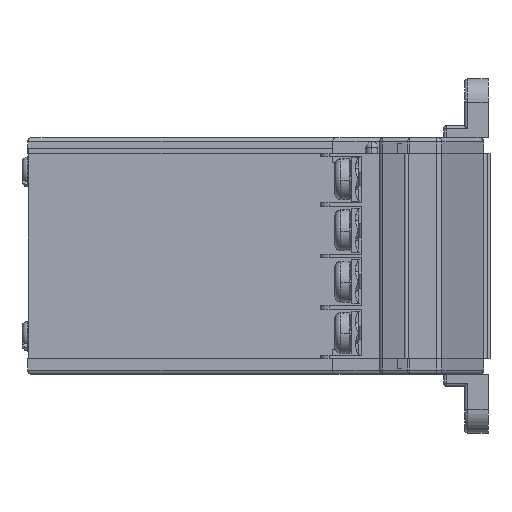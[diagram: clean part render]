
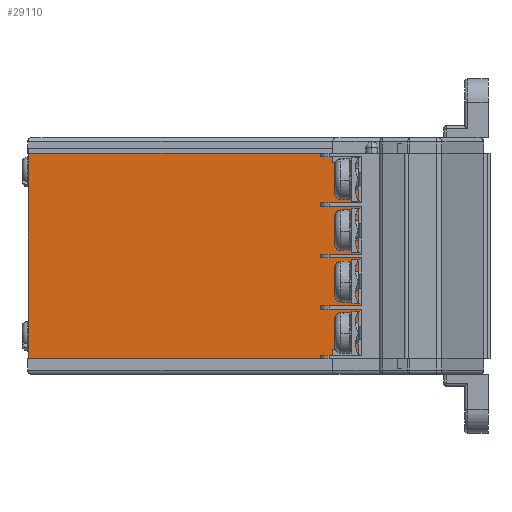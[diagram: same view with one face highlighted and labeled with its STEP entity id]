
A CAD part, left-side view. The second image highlights one B-rep face of the part: STEP entity #29110.
In plain terms, the highlighted planar face has unit normal (-1, 0, 0.002).
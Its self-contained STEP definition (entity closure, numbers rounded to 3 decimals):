
#796 = CARTESIAN_POINT ( 'NONE',  ( -35., -31., 0. ) ) ;
#2322 = VECTOR ( 'NONE', #14132, 1000. ) ;
#3351 = EDGE_CURVE ( 'NONE', #17166, #3973, #5602, .T. ) ;
#3432 = EDGE_CURVE ( 'NONE', #22985, #3973, #9598, .T. ) ;
#3834 = CARTESIAN_POINT ( 'NONE',  ( -35., 31., -35.8 ) ) ;
#3973 = VERTEX_POINT ( 'NONE', #796 ) ;
#4920 = ORIENTED_EDGE ( 'NONE', *, *, #25377, .T. ) ;
#5517 = DIRECTION ( 'NONE',  ( -1., 0., 0. ) ) ;
#5602 = LINE ( 'NONE', #29733, #8868 ) ;
#8285 = VECTOR ( 'NONE', #18019, 1000. ) ;
#8564 = DIRECTION ( 'NONE',  ( 0., -1., 0. ) ) ;
#8759 = ORIENTED_EDGE ( 'NONE', *, *, #15856, .F. ) ;
#8868 = VECTOR ( 'NONE', #27313, 1000. ) ;
#9038 = LINE ( 'NONE', #3834, #8285 ) ;
#9598 = LINE ( 'NONE', #16306, #2322 ) ;
#9826 = VECTOR ( 'NONE', #8564, 1000. ) ;
#9898 = CARTESIAN_POINT ( 'NONE',  ( -35., 31., -35.8 ) ) ;
#12277 = CARTESIAN_POINT ( 'NONE',  ( -35., 31., 0. ) ) ;
#13519 = AXIS2_PLACEMENT_3D ( 'NONE', #9898, #5517, #26309 ) ;
#13798 = LINE ( 'NONE', #29856, #9826 ) ;
#14078 = EDGE_LOOP ( 'NONE', ( #26213, #8759, #4920, #25754 ) ) ;
#14132 = DIRECTION ( 'NONE',  ( 0., 0., 1. ) ) ;
#15856 = EDGE_CURVE ( 'NONE', #21085, #17166, #9038, .T. ) ;
#16306 = CARTESIAN_POINT ( 'NONE',  ( -35., -31., -35.8 ) ) ;
#17166 = VERTEX_POINT ( 'NONE', #12277 ) ;
#17281 = CARTESIAN_POINT ( 'NONE',  ( -35., -31., -35.8 ) ) ;
#18019 = DIRECTION ( 'NONE',  ( 0., 0., 1. ) ) ;
#21085 = VERTEX_POINT ( 'NONE', #22926 ) ;
#22926 = CARTESIAN_POINT ( 'NONE',  ( -35., 31., -35.8 ) ) ;
#22985 = VERTEX_POINT ( 'NONE', #17281 ) ;
#25377 = EDGE_CURVE ( 'NONE', #21085, #22985, #13798, .T. ) ;
#25754 = ORIENTED_EDGE ( 'NONE', *, *, #3432, .T. ) ;
#26213 = ORIENTED_EDGE ( 'NONE', *, *, #3351, .F. ) ;
#26309 = DIRECTION ( 'NONE',  ( 0., 0., 1. ) ) ;
#26739 = FACE_OUTER_BOUND ( 'NONE', #14078, .T. ) ;
#27313 = DIRECTION ( 'NONE',  ( 0., -1., 0. ) ) ;
#28555 = PLANE ( 'NONE',  #13519 ) ;
#29110 = ADVANCED_FACE ( 'NONE', ( #26739 ), #28555, .T. ) ;
#29733 = CARTESIAN_POINT ( 'NONE',  ( -35., 31., 0. ) ) ;
#29856 = CARTESIAN_POINT ( 'NONE',  ( -35., 31., -35.8 ) ) ;
